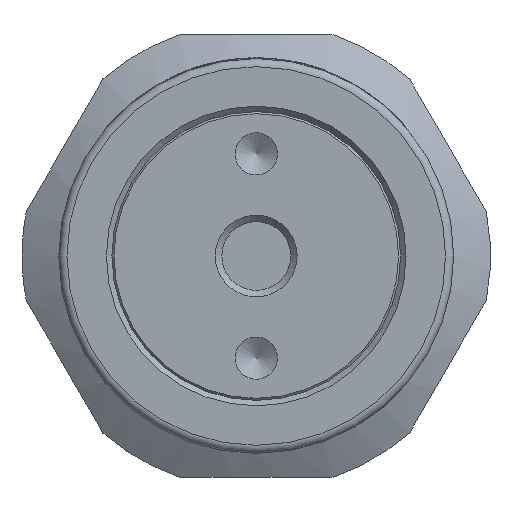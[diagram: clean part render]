
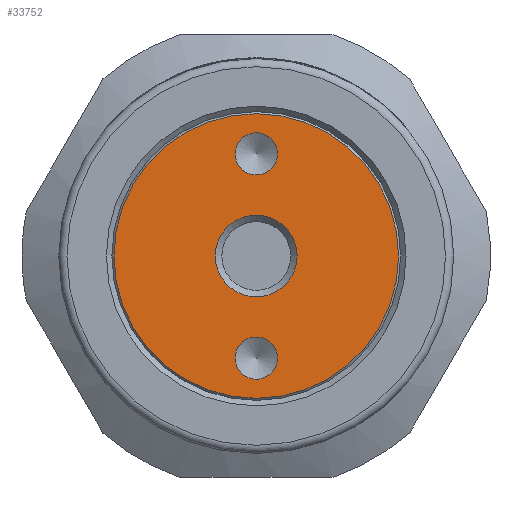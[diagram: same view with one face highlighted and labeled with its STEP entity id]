
A CAD part, left-side view. The second image highlights one B-rep face of the part: STEP entity #33752.
In plain terms, the highlighted planar face has unit normal (-1, 0, 0).
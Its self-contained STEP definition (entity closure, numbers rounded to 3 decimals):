
#33703=CARTESIAN_POINT('',(-97.5,0.,11.0));
#33704=DIRECTION('',(-1.0,0.0,0.0));
#33705=DIRECTION('',(0.0,-1.0,0.0));
#33706=AXIS2_PLACEMENT_3D('',#33703,#33704,#33705);
#33707=PLANE('',#33706);
#33708=CARTESIAN_POINT('',(-97.5,0.,20.9));
#33709=VERTEX_POINT('',#33708);
#33710=CARTESIAN_POINT('',(-97.5,0.,0.));
#33711=DIRECTION('',(1.0,0.0,0.0));
#33712=DIRECTION('',(0.0,0.0,-1.0));
#33713=AXIS2_PLACEMENT_3D('',#33710,#33711,#33712);
#33714=CIRCLE('',#33713,20.9);
#33715=EDGE_CURVE('',#33709,#33709,#33714,.T.);
#33716=ORIENTED_EDGE('',*,*,#33715,.F.);
#33717=EDGE_LOOP('',(#33716));
#33718=FACE_OUTER_BOUND('',#33717,.T.);
#33719=CARTESIAN_POINT('',(-97.5,0.,6.));
#33720=VERTEX_POINT('',#33719);
#33721=CARTESIAN_POINT('',(-97.5,0.,0.));
#33722=DIRECTION('',(1.0,0.0,0.0));
#33723=DIRECTION('',(0.0,0.0,1.0));
#33724=AXIS2_PLACEMENT_3D('',#33721,#33722,#33723);
#33725=CIRCLE('',#33724,6.);
#33726=EDGE_CURVE('',#33720,#33720,#33725,.T.);
#33727=ORIENTED_EDGE('',*,*,#33726,.T.);
#33728=EDGE_LOOP('',(#33727));
#33729=FACE_BOUND('',#33728,.T.);
#33730=CARTESIAN_POINT('',(-97.5,3.1,15.));
#33731=VERTEX_POINT('',#33730);
#33732=CARTESIAN_POINT('',(-97.5,0.,15.));
#33733=DIRECTION('',(1.0,0.0,0.0));
#33734=DIRECTION('',(0.0,1.0,0.0));
#33735=AXIS2_PLACEMENT_3D('',#33732,#33733,#33734);
#33736=CIRCLE('',#33735,3.1);
#33737=EDGE_CURVE('',#33731,#33731,#33736,.T.);
#33738=ORIENTED_EDGE('',*,*,#33737,.T.);
#33739=EDGE_LOOP('',(#33738));
#33740=FACE_BOUND('',#33739,.T.);
#33741=CARTESIAN_POINT('',(-97.5,-3.1,-15.));
#33742=VERTEX_POINT('',#33741);
#33743=CARTESIAN_POINT('',(-97.5,0.,-15.));
#33744=DIRECTION('',(1.0,0.0,0.0));
#33745=DIRECTION('',(0.0,-1.0,0.0));
#33746=AXIS2_PLACEMENT_3D('',#33743,#33744,#33745);
#33747=CIRCLE('',#33746,3.1);
#33748=EDGE_CURVE('',#33742,#33742,#33747,.T.);
#33749=ORIENTED_EDGE('',*,*,#33748,.T.);
#33750=EDGE_LOOP('',(#33749));
#33751=FACE_BOUND('',#33750,.T.);
#33752=ADVANCED_FACE('',(#33718,#33729,#33740,#33751),#33707,.T.);
